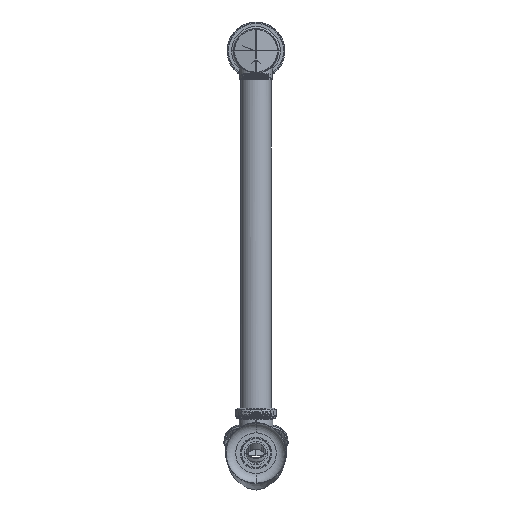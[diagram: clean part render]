
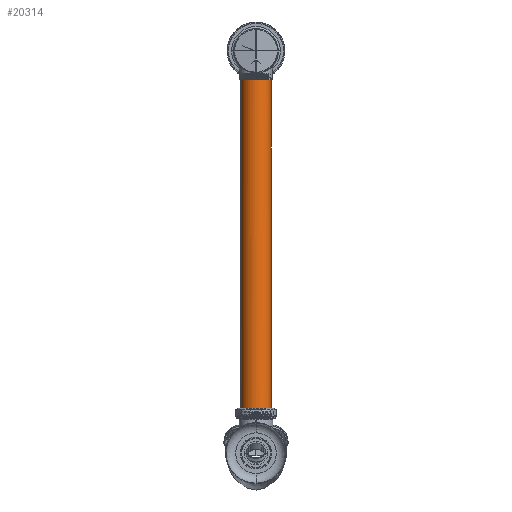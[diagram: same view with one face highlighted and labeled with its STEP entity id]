
A CAD part, front view. The second image highlights one B-rep face of the part: STEP entity #20314.
In plain terms, the highlighted cylindrical face has radius 19.05 mm (diameter 38.1 mm), a partial arc.
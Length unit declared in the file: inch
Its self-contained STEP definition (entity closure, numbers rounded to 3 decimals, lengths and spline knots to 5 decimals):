
#18749=CARTESIAN_POINT('',(0.,0.,0.));
#18750=DIRECTION('',(0.,0.,1.));
#18751=DIRECTION('',(-1.,0.,0.));
#18752=AXIS2_PLACEMENT_3D('',#18749,#18750,#18751);
#18998=DIRECTION('',(0.,0.,1.));
#18999=VECTOR('',#18998,17.725);
#19000=CARTESIAN_POINT('',(0.75,0.,0.));
#19001=LINE('',#19000,#18999);
#19021=CARTESIAN_POINT('',(0.75,0.,17.725));
#19506=CARTESIAN_POINT('',(0.75,0.,17.725));
#19507=CARTESIAN_POINT('',(0.75,-0.0561,17.7244));
#19508=CARTESIAN_POINT('',(0.73736,-0.1683,
17.72321));
#19509=CARTESIAN_POINT('',(0.68142,-0.32816,
17.72143));
#19510=CARTESIAN_POINT('',(0.59132,-0.47156,
17.71964));
#19511=CARTESIAN_POINT('',(0.47156,-0.59132,
17.71786));
#19512=CARTESIAN_POINT('',(0.32816,-0.68142,
17.71607));
#19513=CARTESIAN_POINT('',(0.1683,-0.73736,
17.71429));
#19514=CARTESIAN_POINT('',(0.,-0.75632,17.7125));
#19515=CARTESIAN_POINT('',(-0.1683,-0.73736,
17.71071));
#19516=CARTESIAN_POINT('',(-0.32816,-0.68142,
17.70893));
#19517=CARTESIAN_POINT('',(-0.47156,-0.59132,
17.70714));
#19518=CARTESIAN_POINT('',(-0.59132,-0.47156,
17.70536));
#19519=CARTESIAN_POINT('',(-0.68142,-0.32816,
17.70357));
#19520=CARTESIAN_POINT('',(-0.73736,-0.1683,
17.70179));
#19521=CARTESIAN_POINT('',(-0.75,-0.0561,17.7006));
#19522=CARTESIAN_POINT('',(-0.75,0.,17.7));
#19527=DIRECTION('',(0.,0.,1.));
#19528=VECTOR('',#19527,17.7);
#19529=CARTESIAN_POINT('',(-0.75,0.,0.));
#19530=LINE('',#19529,#19528);
#19815=CARTESIAN_POINT('',(0.75,0.,0.));
#19816=CARTESIAN_POINT('',(-0.75,0.,0.));
#19817=VERTEX_POINT('',#19815);
#19818=VERTEX_POINT('',#19816);
#19852=CARTESIAN_POINT('',(-0.75,0.,17.7));
#19854=VERTEX_POINT('',#19852);
#19865=VERTEX_POINT('',#19021);
#20302=CARTESIAN_POINT('',(0.,0.,0.));
#20303=DIRECTION('',(0.,0.,1.));
#20304=DIRECTION('',(1.,0.,0.));
#20305=AXIS2_PLACEMENT_3D('',#20302,#20303,#20304);
#20306=CYLINDRICAL_SURFACE('',#20305,0.75);
#20308=ORIENTED_EDGE('',*,*,#20307,.F.);
#20309=ORIENTED_EDGE('',*,*,#19965,.F.);
#20310=ORIENTED_EDGE('',*,*,#19874,.F.);
#20311=ORIENTED_EDGE('',*,*,#19962,.T.);
#20312=EDGE_LOOP('',(#20308,#20309,#20310,#20311));
#20313=FACE_OUTER_BOUND('',#20312,.F.);
#18753=CIRCLE('',#18752,0.75);
#19523=B_SPLINE_CURVE_WITH_KNOTS('',3,(#19506,#19507,#19508,#19509,#19510,
#19511,#19512,#19513,#19514,#19515,#19516,#19517,#19518,#19519,#19520,#19521,
#19522),.UNSPECIFIED.,.F.,.F.,(4,1,1,1,1,1,1,1,1,1,1,1,1,1,4),(0.,
0.07143,0.14286,0.21429,0.28571,
0.35714,0.42857,0.5,0.57143,0.64286,
0.71429,0.78571,0.85714,0.92857,1.),
.UNSPECIFIED.);
#19874=EDGE_CURVE('',#19818,#19817,#18753,.T.);
#19962=EDGE_CURVE('',#19818,#19854,#19530,.T.);
#19965=EDGE_CURVE('',#19817,#19865,#19001,.T.);
#20307=EDGE_CURVE('',#19865,#19854,#19523,.T.);
#20314=ADVANCED_FACE('',(#20313),#20306,.T.);
